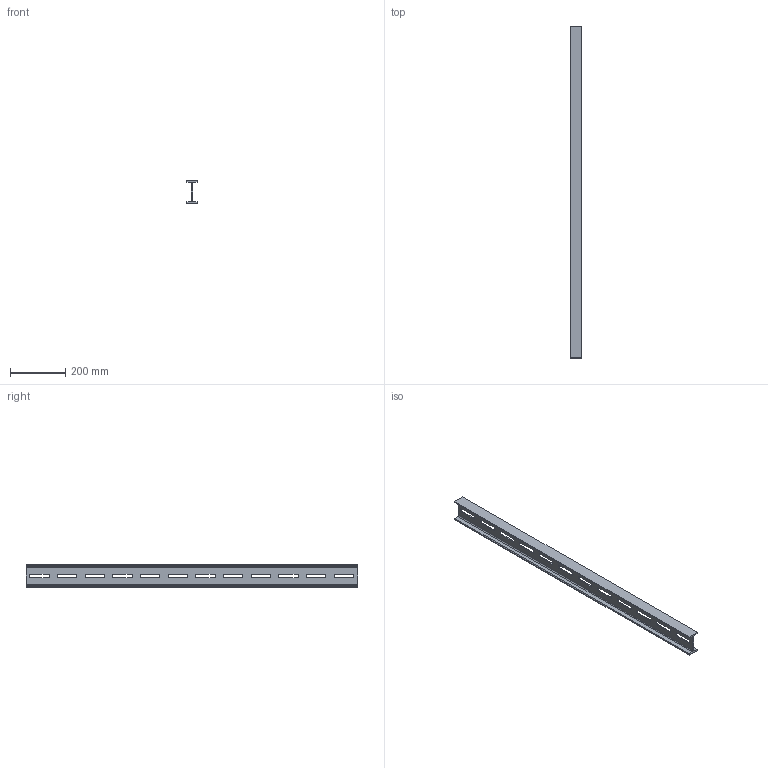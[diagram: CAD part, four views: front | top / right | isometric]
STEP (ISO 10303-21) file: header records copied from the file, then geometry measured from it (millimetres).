
FILE_DESCRIPTION((''),'2;1');
FILE_NAME('6337139','2012-07-18T',('AndreasKeweloh'),(''),'PRO/ENGINEER BY PARAMETRIC TECHNOLOGY CORPORATION, 2012130','PRO/ENGINEER BY PARAMETRIC TECHNOLOGY CORPORATION, 2012130','');
FILE_SCHEMA(('CONFIG_CONTROL_DESIGN'));
Length unit declared in the file: millimetre
Products named in the file (1): 6337139
Bounding box: 42 x 1200 x 80 mm (x, y, z)
Volume: 848387.8 mm3; surface area: 348972.1 mm2
Topology: 1 solids, 1 shells, 70 faces, 204 edges, 136 vertices
Faces by surface type: plane 62, cylinder 8
Entity records: 2370 total; most frequent: CARTESIAN_POINT 410, ORIENTED_EDGE 408, DIRECTION 360, EDGE_CURVE 204, VECTOR 188, LINE 188, VERTEX_POINT 136, EDGE_LOOP 94
